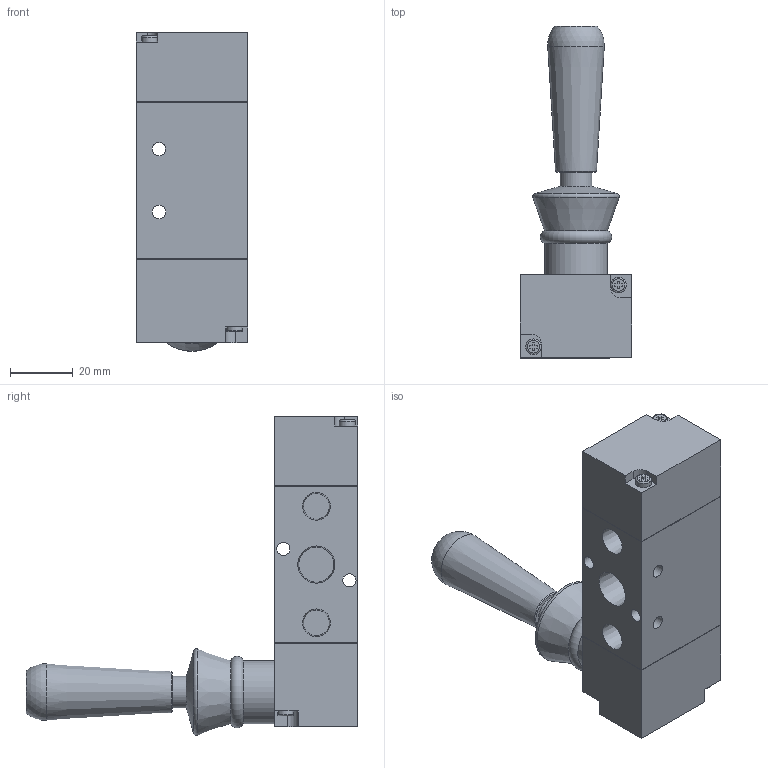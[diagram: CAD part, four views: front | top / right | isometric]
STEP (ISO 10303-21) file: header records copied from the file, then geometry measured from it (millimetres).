
FILE_DESCRIPTION( ( 'STEP AP203' ), '1' );
FILE_NAME( 'MVHB-260-4TVP-SP.stp', '2020-04-23T12:28:26', ( 'License CC BY-ND 4.0' ), ( 'CADENAS' ), ' ', 'PARTsolutions', ' ' );
FILE_SCHEMA( ( 'CONFIG_CONTROL_DESIGN' ) );
Length unit declared in the file: millimetre
Products named in the file (1): _MVHB-260-4TVP-SP
Bounding box: 35.4 x 105.4 x 101.27 mm (x, y, z)
Volume: 105499.3 mm3; surface area: 22010.3 mm2
Topology: 1 solids, 1 shells, 131 faces, 321 edges, 211 vertices
Faces by surface type: plane 101, cylinder 14, cone 9, torus 6, sphere 1
Full cylindrical faces by diameter (mm): 4.2 x4, 5 x4, 10 x1, 20 x1
Entity records: 3732 total; most frequent: CARTESIAN_POINT 636, DIRECTION 606, ORIENTED_EDGE 586, EDGE_CURVE 293, LINE 244, VECTOR 244, VERTEX_POINT 211, EDGE_LOOP 184
